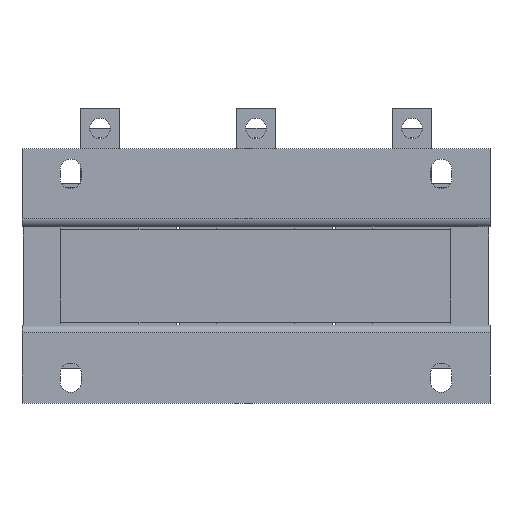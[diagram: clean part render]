
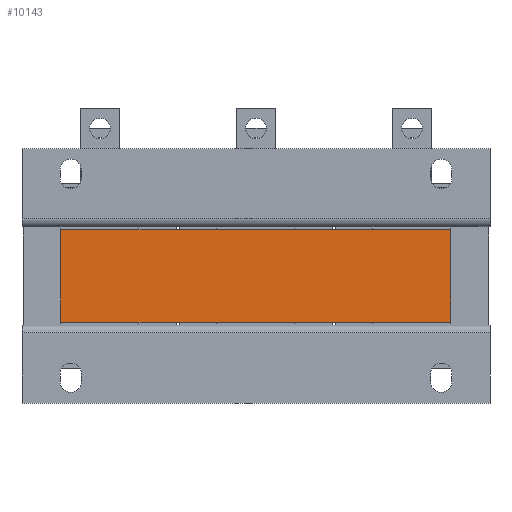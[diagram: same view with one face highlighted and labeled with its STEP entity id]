
A CAD part, front view. The second image highlights one B-rep face of the part: STEP entity #10143.
In plain terms, the highlighted planar face has unit normal (0, -1, 0).
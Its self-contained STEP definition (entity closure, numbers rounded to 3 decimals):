
#88 = LINE ( 'NONE', #12188, #4977 ) ;
#479 = VERTEX_POINT ( 'NONE', #6908 ) ;
#675 = FACE_OUTER_BOUND ( 'NONE', #7913, .T. ) ;
#847 = DIRECTION ( 'NONE',  ( 1., 0., 0. ) ) ;
#1004 = VERTEX_POINT ( 'NONE', #5109 ) ;
#1009 = CARTESIAN_POINT ( 'NONE',  ( -20., -20., 23.75 ) ) ;
#1157 = VECTOR ( 'NONE', #4882, 1000. ) ;
#1168 = CARTESIAN_POINT ( 'NONE',  ( 20., -20., -23.75 ) ) ;
#1226 = VECTOR ( 'NONE', #11319, 1000. ) ;
#1355 = VECTOR ( 'NONE', #1980, 1000. ) ;
#1561 = DIRECTION ( 'NONE',  ( 0., 1., 0. ) ) ;
#1980 = DIRECTION ( 'NONE',  ( 1., 0., 0. ) ) ;
#2137 = EDGE_CURVE ( 'Defeature ausgef�hrt1_253+Defeature ausgef�hrt1_250+Defeature ausgef�hrt1_187+Defeature ausgef�hrt1_183', #479, #1004, #10939, .T. ) ;
#2185 = VECTOR ( 'NONE', #6315, 1000. ) ;
#2293 = LINE ( 'NONE', #13139, #1157 ) ;
#2455 = VERTEX_POINT ( 'NONE', #12802 ) ;
#2483 = ORIENTED_EDGE ( 'NONE', *, *, #12638, .T. ) ;
#2666 = DIRECTION ( 'NONE',  ( 0., 0., 1. ) ) ;
#2702 = EDGE_CURVE ( 'Defeature ausgef�hrt1_248+Defeature ausgef�hrt1_253+Defeature ausgef�hrt1_127+Defeature ausgef�hrt1_41', #5864, #10986, #9596, .T. ) ;
#2724 = LINE ( 'NONE', #10125, #9011 ) ;
#2730 = EDGE_CURVE ( 'Defeature ausgef�hrt1_251+Defeature ausgef�hrt1_253+Defeature ausgef�hrt1_39+Defeature ausgef�hrt1_35', #6226, #12543, #9118, .T. ) ;
#2788 = EDGE_CURVE ( 'Defeature ausgef�hrt1_253+Defeature ausgef�hrt1_183+Defeature ausgef�hrt1_250+Defeature ausgef�hrt1_249', #1004, #12778, #12192, .T. ) ;
#3276 = ORIENTED_EDGE ( 'NONE', *, *, #5420, .F. ) ;
#3423 = CARTESIAN_POINT ( 'NONE',  ( -60., -20., 23.75 ) ) ;
#3424 = CARTESIAN_POINT ( 'NONE',  ( -100., -20., -23.75 ) ) ;
#3652 = ORIENTED_EDGE ( 'NONE', *, *, #2730, .F. ) ;
#3691 = LINE ( 'NONE', #7686, #10634 ) ;
#3774 = EDGE_CURVE ( 'Defeature ausgef�hrt1_253+Defeature ausgef�hrt1_252+Defeature ausgef�hrt1_191+Defeature ausgef�hrt1_187', #3893, #9661, #2293, .T. ) ;
#3893 = VERTEX_POINT ( 'NONE', #4929 ) ;
#3927 = CARTESIAN_POINT ( 'NONE',  ( 100., -20., 23.75 ) ) ;
#4167 = VECTOR ( 'NONE', #847, 1000. ) ;
#4399 = VECTOR ( 'NONE', #6957, 1000. ) ;
#4496 = VECTOR ( 'NONE', #7798, 1000. ) ;
#4568 = ORIENTED_EDGE ( 'NONE', *, *, #3774, .T. ) ;
#4656 = CARTESIAN_POINT ( 'NONE',  ( -100., -20., 23.75 ) ) ;
#4737 = CARTESIAN_POINT ( 'NONE',  ( -20., -20., 23.75 ) ) ;
#4882 = DIRECTION ( 'NONE',  ( 0., 0., -1. ) ) ;
#4929 = CARTESIAN_POINT ( 'NONE',  ( -100., -20., 23.75 ) ) ;
#4977 = VECTOR ( 'NONE', #6693, 1000. ) ;
#5109 = CARTESIAN_POINT ( 'NONE',  ( -20., -20., -23.75 ) ) ;
#5420 = EDGE_CURVE ( 'Defeature ausgef�hrt1_254+Defeature ausgef�hrt1_253+Defeature ausgef�hrt1_85+Defeature ausgef�hrt1_129', #12311, #8964, #7976, .T. ) ;
#5638 = DIRECTION ( 'NONE',  ( 1., 0., 0. ) ) ;
#5777 = LINE ( 'NONE', #4737, #4496 ) ;
#5864 = VERTEX_POINT ( 'NONE', #8547 ) ;
#6163 = ORIENTED_EDGE ( 'NONE', *, *, #2702, .F. ) ;
#6200 = ORIENTED_EDGE ( 'NONE', *, *, #2788, .T. ) ;
#6226 = VERTEX_POINT ( 'NONE', #3927 ) ;
#6292 = ORIENTED_EDGE ( 'NONE', *, *, #11797, .F. ) ;
#6315 = DIRECTION ( 'NONE',  ( 1., 0., 0. ) ) ;
#6518 = PLANE ( 'NONE',  #12596 ) ;
#6576 = LINE ( 'NONE', #10315, #1226 ) ;
#6693 = DIRECTION ( 'NONE',  ( 1., 0., 0. ) ) ;
#6908 = CARTESIAN_POINT ( 'NONE',  ( -60., -20., -23.75 ) ) ;
#6943 = ORIENTED_EDGE ( 'NONE', *, *, #2137, .T. ) ;
#6957 = DIRECTION ( 'NONE',  ( 1., 0., 0. ) ) ;
#7180 = VECTOR ( 'NONE', #5638, 1000. ) ;
#7193 = DIRECTION ( 'NONE',  ( 0., 0., -1. ) ) ;
#7686 = CARTESIAN_POINT ( 'NONE',  ( 60., -20., 23.75 ) ) ;
#7798 = DIRECTION ( 'NONE',  ( 1., 0., 0. ) ) ;
#7913 = EDGE_LOOP ( 'NONE', ( #8705, #6943, #6200, #2483, #9029, #3652, #6292, #6163, #13357, #3276, #12932, #4568 ) ) ;
#7976 = LINE ( 'NONE', #10832, #7180 ) ;
#8115 = CARTESIAN_POINT ( 'NONE',  ( 100., -20., -23.75 ) ) ;
#8152 = DIRECTION ( 'NONE',  ( 1., 0., 0. ) ) ;
#8428 = LINE ( 'NONE', #13187, #4399 ) ;
#8547 = CARTESIAN_POINT ( 'NONE',  ( 20., -20., 23.75 ) ) ;
#8705 = ORIENTED_EDGE ( 'NONE', *, *, #11467, .T. ) ;
#8708 = DIRECTION ( 'NONE',  ( 1., 0., 0. ) ) ;
#8964 = VERTEX_POINT ( 'NONE', #1009 ) ;
#9011 = VECTOR ( 'NONE', #8152, 1000. ) ;
#9029 = ORIENTED_EDGE ( 'NONE', *, *, #12743, .T. ) ;
#9118 = LINE ( 'NONE', #13227, #13283 ) ;
#9421 = CARTESIAN_POINT ( 'NONE',  ( 60., -20., 23.75 ) ) ;
#9596 = LINE ( 'NONE', #12358, #1355 ) ;
#9661 = VERTEX_POINT ( 'NONE', #3424 ) ;
#10125 = CARTESIAN_POINT ( 'NONE',  ( -100., -20., -23.75 ) ) ;
#10143 = ADVANCED_FACE ( 'Defeature ausgef�hrt1_253', ( #675 ), #6518, .F. ) ;
#10271 = EDGE_CURVE ( 'Defeature ausgef�hrt1_191+Defeature ausgef�hrt1_253+Defeature ausgef�hrt1_87+Defeature ausgef�hrt1_85', #3893, #12311, #8428, .T. ) ;
#10315 = CARTESIAN_POINT ( 'NONE',  ( -100., -20., -23.75 ) ) ;
#10634 = VECTOR ( 'NONE', #8708, 1000. ) ;
#10832 = CARTESIAN_POINT ( 'NONE',  ( -100., -20., 23.75 ) ) ;
#10939 = LINE ( 'NONE', #12178, #4167 ) ;
#10986 = VERTEX_POINT ( 'NONE', #9421 ) ;
#11319 = DIRECTION ( 'NONE',  ( 1., 0., 0. ) ) ;
#11418 = CARTESIAN_POINT ( 'NONE',  ( -20., -20., -23.75 ) ) ;
#11467 = EDGE_CURVE ( 'Defeature ausgef�hrt1_253+Defeature ausgef�hrt1_187+Defeature ausgef�hrt1_252+Defeature ausgef�hrt1_250', #9661, #479, #2724, .T. ) ;
#11797 = EDGE_CURVE ( 'Defeature ausgef�hrt1_181+Defeature ausgef�hrt1_253+Defeature ausgef�hrt1_41+Defeature ausgef�hrt1_39', #10986, #6226, #3691, .T. ) ;
#12178 = CARTESIAN_POINT ( 'NONE',  ( -100., -20., -23.75 ) ) ;
#12188 = CARTESIAN_POINT ( 'NONE',  ( 60., -20., -23.75 ) ) ;
#12192 = LINE ( 'NONE', #11418, #2185 ) ;
#12311 = VERTEX_POINT ( 'NONE', #3423 ) ;
#12358 = CARTESIAN_POINT ( 'NONE',  ( -100., -20., 23.75 ) ) ;
#12385 = EDGE_CURVE ( 'Defeature ausgef�hrt1_175+Defeature ausgef�hrt1_253+Defeature ausgef�hrt1_129+Defeature ausgef�hrt1_127', #8964, #5864, #5777, .T. ) ;
#12543 = VERTEX_POINT ( 'NONE', #8115 ) ;
#12596 = AXIS2_PLACEMENT_3D ( 'NONE', #4656, #1561, #2666 ) ;
#12638 = EDGE_CURVE ( 'Defeature ausgef�hrt1_253+Defeature ausgef�hrt1_249+Defeature ausgef�hrt1_183+Defeature ausgef�hrt1_179', #12778, #2455, #6576, .T. ) ;
#12743 = EDGE_CURVE ( 'Defeature ausgef�hrt1_253+Defeature ausgef�hrt1_179+Defeature ausgef�hrt1_249+Defeature ausgef�hrt1_251', #2455, #12543, #88, .T. ) ;
#12778 = VERTEX_POINT ( 'NONE', #1168 ) ;
#12802 = CARTESIAN_POINT ( 'NONE',  ( 60., -20., -23.75 ) ) ;
#12932 = ORIENTED_EDGE ( 'NONE', *, *, #10271, .F. ) ;
#13139 = CARTESIAN_POINT ( 'NONE',  ( -100., -20., 23.75 ) ) ;
#13187 = CARTESIAN_POINT ( 'NONE',  ( -100., -20., 23.75 ) ) ;
#13227 = CARTESIAN_POINT ( 'NONE',  ( 100., -20., 23.75 ) ) ;
#13283 = VECTOR ( 'NONE', #7193, 1000. ) ;
#13357 = ORIENTED_EDGE ( 'NONE', *, *, #12385, .F. ) ;
